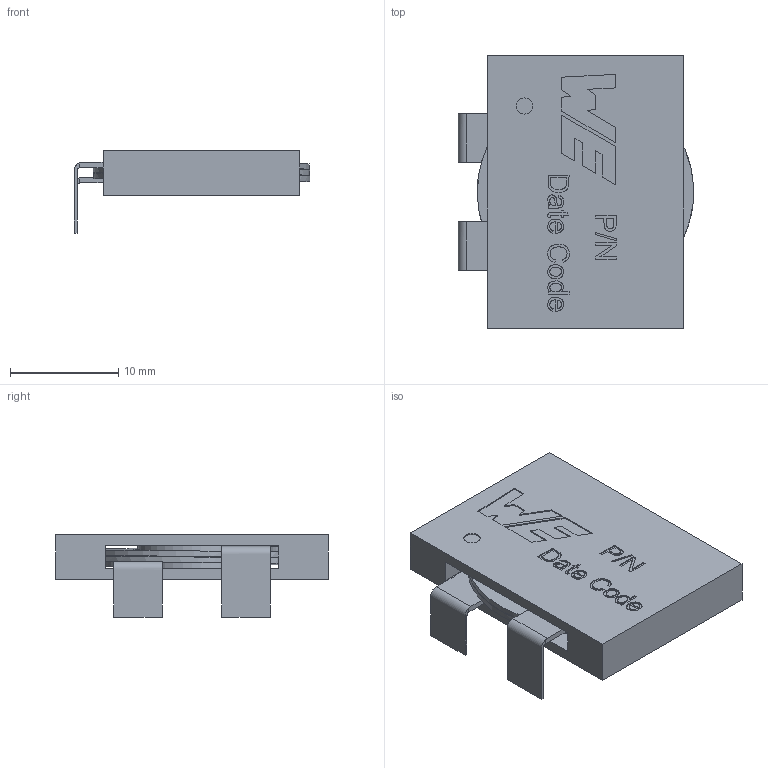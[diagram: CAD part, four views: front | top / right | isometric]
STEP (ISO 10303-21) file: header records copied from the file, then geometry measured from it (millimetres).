
FILE_DESCRIPTION(/* description */ ('Unknown'),/* implementation_level */ '2;1');
FILE_NAME(/* name */ 'L_Wurth_WE-HCFT-2504_PinWidth0.25mm',/* time_stamp */ '2024-11-01T17:54:37+08:00',/* author */ ('Unknown'),/* organization */ ('Unknown'),/* preprocessor_version */ 'ST-DEVELOPER v16.7',/* originating_system */ 'Solid Edge',/* authorisation */ 'Unknown');
FILE_SCHEMA (('AUTOMOTIVE_DESIGN {1 0 10303 214 3 1 1}'));
Length unit declared in the file: millimetre
Products named in the file (2): L_Wurth_WE-HCFT-2504_PinWidth0.3mm
Assembly tree (1 placements, depth 2):
  L_Wurth_WE-HCFT-2504_PinWidth0.3mm
    L_Wurth_WE-HCFT-2504_PinWidth0.3mm
Bounding box: 21.75 x 25.2 x 7.6 mm (x, y, z)
Volume: 1671.4 mm3; surface area: 3382.8 mm2
Topology: 2 solids, 2 shells, 153 faces, 406 edges, 274 vertices
Faces by surface type: plane 113, bspline 34, cylinder 6
Full cylindrical faces by diameter (mm): 1.5 x1, 10 x1
Entity records: 7355 total; most frequent: CARTESIAN_POINT 2694, ORIENTED_EDGE 802, DIRECTION 569, EDGE_CURVE 401, LINE 295, VECTOR 295, VERTEX_POINT 274, EDGE_LOOP 183
